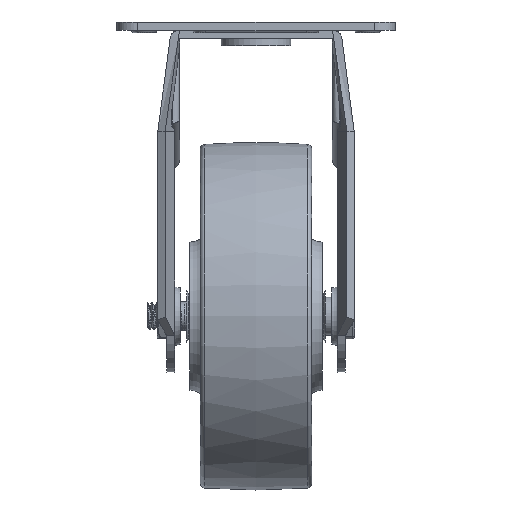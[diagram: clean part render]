
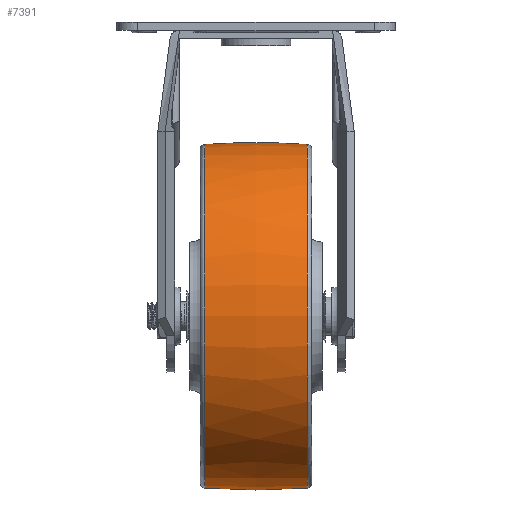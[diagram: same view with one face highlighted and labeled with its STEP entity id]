
A CAD part, left-side view. The second image highlights one B-rep face of the part: STEP entity #7391.
In plain terms, the highlighted free-form (B-spline) face has degree [2, 2] with [3, 9] control points.
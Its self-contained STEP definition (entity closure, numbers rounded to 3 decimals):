
#796=(
BOUNDED_SURFACE()
B_SPLINE_SURFACE(2,2,((#20652,#20653,#20654,#20655,#20656,#20657,#20658,
#20659,#20660),(#20661,#20662,#20663,#20664,#20665,#20666,#20667,#20668,
#20669),(#20670,#20671,#20672,#20673,#20674,#20675,#20676,#20677,#20678)),
 .UNSPECIFIED.,.F.,.T.,.F.)
B_SPLINE_SURFACE_WITH_KNOTS((3,3),(3,2,2,2,3),(-0.077,0.077),
(-3.142,-1.571,0.,1.571,3.142),
 .UNSPECIFIED.)
GEOMETRIC_REPRESENTATION_ITEM()
RATIONAL_B_SPLINE_SURFACE(((1.,0.707,1.,0.707,1.,
0.707,1.,0.707,1.),(0.997,0.705,
0.997,0.705,0.997,0.705,
0.997,0.705,0.997),(1.,0.707,
1.,0.707,1.,0.707,1.,0.707,1.)))
REPRESENTATION_ITEM('')
SURFACE()
);
#1068=FACE_OUTER_BOUND('',#1586,.T.);
#1586=EDGE_LOOP('',(#6053,#6054,#6055,#6056));
#2772=CIRCLE('',#8293,37.074);
#2773=CIRCLE('',#8294,144.25);
#2774=CIRCLE('',#8295,37.074);
#3403=VERTEX_POINT('',#20679);
#3404=VERTEX_POINT('',#20681);
#4326=EDGE_CURVE('',#3403,#3403,#2772,.T.);
#4327=EDGE_CURVE('',#3403,#3404,#2773,.T.);
#4328=EDGE_CURVE('',#3404,#3404,#2774,.T.);
#6053=ORIENTED_EDGE('',*,*,#4326,.F.);
#6054=ORIENTED_EDGE('',*,*,#4327,.T.);
#6055=ORIENTED_EDGE('',*,*,#4328,.T.);
#6056=ORIENTED_EDGE('',*,*,#4327,.F.);
#7391=ADVANCED_FACE('',(#1068),#796,.F.);
#8293=AXIS2_PLACEMENT_3D('',#20680,#10057,#10058);
#8294=AXIS2_PLACEMENT_3D('',#20682,#10059,#10060);
#8295=AXIS2_PLACEMENT_3D('',#20683,#10061,#10062);
#10057=DIRECTION('center_axis',(0.,-1.,0.));
#10058=DIRECTION('ref_axis',(0.,0.,
1.));
#10059=DIRECTION('center_axis',(-1.,0.,0.));
#10060=DIRECTION('ref_axis',(0.,0.,
1.));
#10061=DIRECTION('center_axis',(0.,-1.,0.));
#10062=DIRECTION('ref_axis',(0.,0.,
1.));
#20652=CARTESIAN_POINT('Ctrl Pts',(0.,11.077,
37.074));
#20653=CARTESIAN_POINT('Ctrl Pts',(-37.074,11.077,37.074));
#20654=CARTESIAN_POINT('Ctrl Pts',(-37.074,11.077,0.));
#20655=CARTESIAN_POINT('Ctrl Pts',(-37.074,11.077,-37.074));
#20656=CARTESIAN_POINT('Ctrl Pts',(0.,11.077,
-37.074));
#20657=CARTESIAN_POINT('Ctrl Pts',(37.074,11.077,-37.074));
#20658=CARTESIAN_POINT('Ctrl Pts',(37.074,11.077,0.));
#20659=CARTESIAN_POINT('Ctrl Pts',(37.074,11.077,37.074));
#20660=CARTESIAN_POINT('Ctrl Pts',(0.,11.077,
37.074));
#20661=CARTESIAN_POINT('Ctrl Pts',(0.,0.,
37.927));
#20662=CARTESIAN_POINT('Ctrl Pts',(-37.927,0.,
37.927));
#20663=CARTESIAN_POINT('Ctrl Pts',(-37.927,0.,
0.));
#20664=CARTESIAN_POINT('Ctrl Pts',(-37.927,0.,
-37.927));
#20665=CARTESIAN_POINT('Ctrl Pts',(0.,0.,
-37.927));
#20666=CARTESIAN_POINT('Ctrl Pts',(37.927,0.,
-37.927));
#20667=CARTESIAN_POINT('Ctrl Pts',(37.927,0.,
0.));
#20668=CARTESIAN_POINT('Ctrl Pts',(37.927,0.,
37.927));
#20669=CARTESIAN_POINT('Ctrl Pts',(0.,0.,
37.927));
#20670=CARTESIAN_POINT('Ctrl Pts',(0.,-11.077,
37.074));
#20671=CARTESIAN_POINT('Ctrl Pts',(-37.074,-11.077,
37.074));
#20672=CARTESIAN_POINT('Ctrl Pts',(-37.074,-11.077,
0.));
#20673=CARTESIAN_POINT('Ctrl Pts',(-37.074,-11.077,
-37.074));
#20674=CARTESIAN_POINT('Ctrl Pts',(0.,-11.077,
-37.074));
#20675=CARTESIAN_POINT('Ctrl Pts',(37.074,-11.077,-37.074));
#20676=CARTESIAN_POINT('Ctrl Pts',(37.074,-11.077,0.));
#20677=CARTESIAN_POINT('Ctrl Pts',(37.074,-11.077,37.074));
#20678=CARTESIAN_POINT('Ctrl Pts',(0.,-11.077,
37.074));
#20679=CARTESIAN_POINT('',(0.,-11.077,37.074));
#20680=CARTESIAN_POINT('Origin',(0.,-11.077,
0.));
#20681=CARTESIAN_POINT('',(0.,11.077,37.074));
#20682=CARTESIAN_POINT('Origin',(0.,0.,
-106.75));
#20683=CARTESIAN_POINT('Origin',(0.,11.077,
0.));
